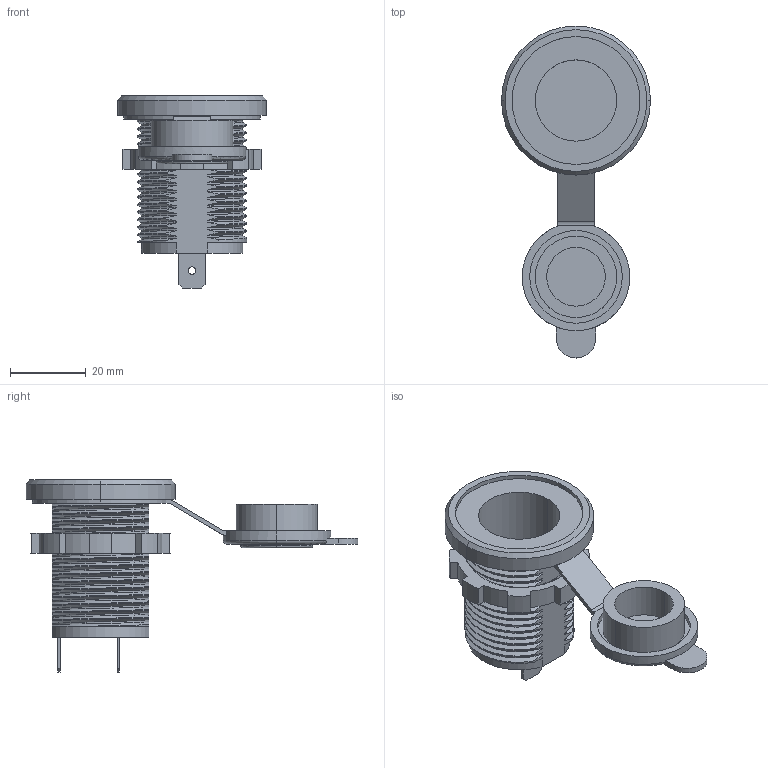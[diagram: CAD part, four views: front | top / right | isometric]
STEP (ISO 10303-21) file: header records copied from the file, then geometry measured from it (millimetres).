
FILE_DESCRIPTION (( 'STEP AP214' ), '1' );
FILE_NAME ('AS212E-A.STEP', '2019-09-24T20:08:24', ( '' ), ( '' ), 'SwSTEP 2.0', 'SolidWorks 2017', '' );
FILE_SCHEMA (( 'AUTOMOTIVE_DESIGN' ));
Length unit declared in the file: millimetre
Products named in the file (1): AS212E-A
Bounding box: 39.4 x 87.75 x 50.8 mm (x, y, z)
Volume: 24981.9 mm3; surface area: 15434.7 mm2
Topology: 5 solids, 5 shells, 288 faces, 800 edges, 527 vertices
Faces by surface type: cylinder 109, bspline 108, plane 64, torus 5, cone 2
Entity records: 78145 total; most frequent: CARTESIAN_POINT 72041, ORIENTED_EDGE 1596, DIRECTION 891, EDGE_CURVE 798, VERTEX_POINT 527, AXIS2_PLACEMENT_3D 310, EDGE_LOOP 303, ADVANCED_FACE 288
